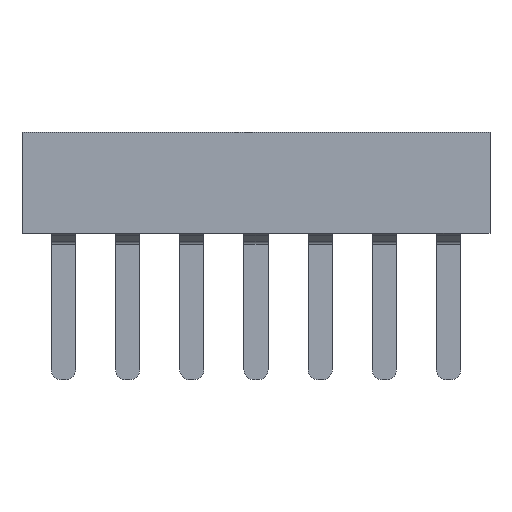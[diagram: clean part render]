
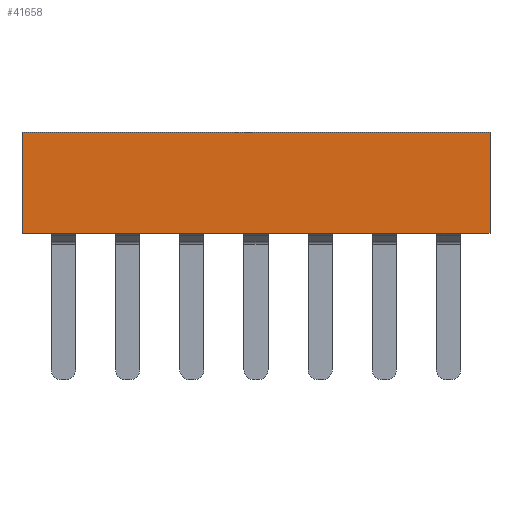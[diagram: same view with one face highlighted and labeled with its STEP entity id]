
A CAD part, left-side view. The second image highlights one B-rep face of the part: STEP entity #41658.
In plain terms, the highlighted face is planar.
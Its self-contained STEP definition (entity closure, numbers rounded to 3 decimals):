
#41395 = EDGE_CURVE('',#41396,#41398,#41400,.T.);
#41396 = VERTEX_POINT('',#41397);
#41397 = CARTESIAN_POINT('',(1.1,-0.82,0.));
#41398 = VERTEX_POINT('',#41399);
#41399 = CARTESIAN_POINT('',(1.1,-0.82,2.));
#41400 = SURFACE_CURVE('',#41401,(#41405,#41417),.PCURVE_S1.);
#41401 = LINE('',#41402,#41403);
#41402 = CARTESIAN_POINT('',(1.1,-0.82,0.));
#41403 = VECTOR('',#41404,1.);
#41404 = DIRECTION('',(0.,0.,1.));
#41405 = PCURVE('',#41406,#41411);
#41406 = PLANE('',#41407);
#41407 = AXIS2_PLACEMENT_3D('',#41408,#41409,#41410);
#41408 = CARTESIAN_POINT('',(1.1,-0.82,0.));
#41409 = DIRECTION('',(0.,-1.,0.));
#41410 = DIRECTION('',(-1.,0.,0.));
#41411 = DEFINITIONAL_REPRESENTATION('',(#41412),#41416);
#41412 = LINE('',#41413,#41414);
#41413 = CARTESIAN_POINT('',(0.,0.));
#41414 = VECTOR('',#41415,1.);
#41415 = DIRECTION('',(0.,-1.));
#41416 = ( GEOMETRIC_REPRESENTATION_CONTEXT(2) 
PARAMETRIC_REPRESENTATION_CONTEXT() REPRESENTATION_CONTEXT('2D SPACE',''
  ) );
#41417 = PCURVE('',#41418,#41423);
#41418 = PLANE('',#41419);
#41419 = AXIS2_PLACEMENT_3D('',#41420,#41421,#41422);
#41420 = CARTESIAN_POINT('',(1.1,8.44,0.));
#41421 = DIRECTION('',(1.,0.,0.));
#41422 = DIRECTION('',(0.,0.,1.));
#41423 = DEFINITIONAL_REPRESENTATION('',(#41424),#41428);
#41424 = LINE('',#41425,#41426);
#41425 = CARTESIAN_POINT('',(0.,9.26));
#41426 = VECTOR('',#41427,1.);
#41427 = DIRECTION('',(1.,0.));
#41428 = ( GEOMETRIC_REPRESENTATION_CONTEXT(2) 
PARAMETRIC_REPRESENTATION_CONTEXT() REPRESENTATION_CONTEXT('2D SPACE',''
  ) );
#41446 = PLANE('',#41447);
#41447 = AXIS2_PLACEMENT_3D('',#41448,#41449,#41450);
#41448 = CARTESIAN_POINT('',(-1.1,8.44,2.));
#41449 = DIRECTION('',(0.,0.,1.));
#41450 = DIRECTION('',(1.,0.,0.));
#41500 = PLANE('',#41501);
#41501 = AXIS2_PLACEMENT_3D('',#41502,#41503,#41504);
#41502 = CARTESIAN_POINT('',(-1.1,8.44,0.));
#41503 = DIRECTION('',(0.,0.,1.));
#41504 = DIRECTION('',(1.,0.,0.));
#41576 = PLANE('',#41577);
#41577 = AXIS2_PLACEMENT_3D('',#41578,#41579,#41580);
#41578 = CARTESIAN_POINT('',(-1.1,8.44,0.));
#41579 = DIRECTION('',(0.,1.,0.));
#41580 = DIRECTION('',(1.,0.,0.));
#41593 = VERTEX_POINT('',#41594);
#41594 = CARTESIAN_POINT('',(1.1,8.44,2.));
#41615 = EDGE_CURVE('',#41616,#41593,#41618,.T.);
#41616 = VERTEX_POINT('',#41617);
#41617 = CARTESIAN_POINT('',(1.1,8.44,0.));
#41618 = SURFACE_CURVE('',#41619,(#41623,#41630),.PCURVE_S1.);
#41619 = LINE('',#41620,#41621);
#41620 = CARTESIAN_POINT('',(1.1,8.44,0.));
#41621 = VECTOR('',#41622,1.);
#41622 = DIRECTION('',(0.,0.,1.));
#41623 = PCURVE('',#41576,#41624);
#41624 = DEFINITIONAL_REPRESENTATION('',(#41625),#41629);
#41625 = LINE('',#41626,#41627);
#41626 = CARTESIAN_POINT('',(2.2,0.));
#41627 = VECTOR('',#41628,1.);
#41628 = DIRECTION('',(0.,-1.));
#41629 = ( GEOMETRIC_REPRESENTATION_CONTEXT(2) 
PARAMETRIC_REPRESENTATION_CONTEXT() REPRESENTATION_CONTEXT('2D SPACE',''
  ) );
#41630 = PCURVE('',#41418,#41631);
#41631 = DEFINITIONAL_REPRESENTATION('',(#41632),#41636);
#41632 = LINE('',#41633,#41634);
#41633 = CARTESIAN_POINT('',(0.,0.));
#41634 = VECTOR('',#41635,1.);
#41635 = DIRECTION('',(1.,0.));
#41636 = ( GEOMETRIC_REPRESENTATION_CONTEXT(2) 
PARAMETRIC_REPRESENTATION_CONTEXT() REPRESENTATION_CONTEXT('2D SPACE',''
  ) );
#41658 = ADVANCED_FACE('',(#41659),#41418,.T.);
#41659 = FACE_BOUND('',#41660,.T.);
#41660 = EDGE_LOOP('',(#41661,#41662,#41683,#41684));
#41661 = ORIENTED_EDGE('',*,*,#41615,.T.);
#41662 = ORIENTED_EDGE('',*,*,#41663,.T.);
#41663 = EDGE_CURVE('',#41593,#41398,#41664,.T.);
#41664 = SURFACE_CURVE('',#41665,(#41669,#41676),.PCURVE_S1.);
#41665 = LINE('',#41666,#41667);
#41666 = CARTESIAN_POINT('',(1.1,8.44,2.));
#41667 = VECTOR('',#41668,1.);
#41668 = DIRECTION('',(0.,-1.,0.));
#41669 = PCURVE('',#41418,#41670);
#41670 = DEFINITIONAL_REPRESENTATION('',(#41671),#41675);
#41671 = LINE('',#41672,#41673);
#41672 = CARTESIAN_POINT('',(2.,0.));
#41673 = VECTOR('',#41674,1.);
#41674 = DIRECTION('',(0.,1.));
#41675 = ( GEOMETRIC_REPRESENTATION_CONTEXT(2) 
PARAMETRIC_REPRESENTATION_CONTEXT() REPRESENTATION_CONTEXT('2D SPACE',''
  ) );
#41676 = PCURVE('',#41446,#41677);
#41677 = DEFINITIONAL_REPRESENTATION('',(#41678),#41682);
#41678 = LINE('',#41679,#41680);
#41679 = CARTESIAN_POINT('',(2.2,0.));
#41680 = VECTOR('',#41681,1.);
#41681 = DIRECTION('',(0.,-1.));
#41682 = ( GEOMETRIC_REPRESENTATION_CONTEXT(2) 
PARAMETRIC_REPRESENTATION_CONTEXT() REPRESENTATION_CONTEXT('2D SPACE',''
  ) );
#41683 = ORIENTED_EDGE('',*,*,#41395,.F.);
#41684 = ORIENTED_EDGE('',*,*,#41685,.F.);
#41685 = EDGE_CURVE('',#41616,#41396,#41686,.T.);
#41686 = SURFACE_CURVE('',#41687,(#41691,#41698),.PCURVE_S1.);
#41687 = LINE('',#41688,#41689);
#41688 = CARTESIAN_POINT('',(1.1,0.82,0.));
#41689 = VECTOR('',#41690,1.);
#41690 = DIRECTION('',(0.,-1.,0.));
#41691 = PCURVE('',#41418,#41692);
#41692 = DEFINITIONAL_REPRESENTATION('',(#41693),#41697);
#41693 = LINE('',#41694,#41695);
#41694 = CARTESIAN_POINT('',(0.,7.62));
#41695 = VECTOR('',#41696,1.);
#41696 = DIRECTION('',(0.,1.));
#41697 = ( GEOMETRIC_REPRESENTATION_CONTEXT(2) 
PARAMETRIC_REPRESENTATION_CONTEXT() REPRESENTATION_CONTEXT('2D SPACE',''
  ) );
#41698 = PCURVE('',#41500,#41699);
#41699 = DEFINITIONAL_REPRESENTATION('',(#41700),#41704);
#41700 = LINE('',#41701,#41702);
#41701 = CARTESIAN_POINT('',(2.2,-7.62));
#41702 = VECTOR('',#41703,1.);
#41703 = DIRECTION('',(0.,-1.));
#41704 = ( GEOMETRIC_REPRESENTATION_CONTEXT(2) 
PARAMETRIC_REPRESENTATION_CONTEXT() REPRESENTATION_CONTEXT('2D SPACE',''
  ) );
